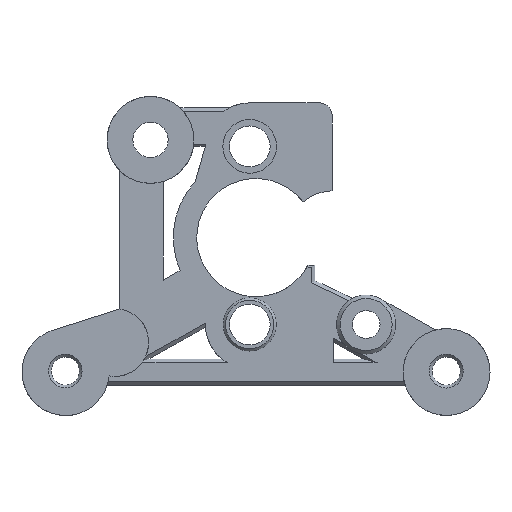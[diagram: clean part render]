
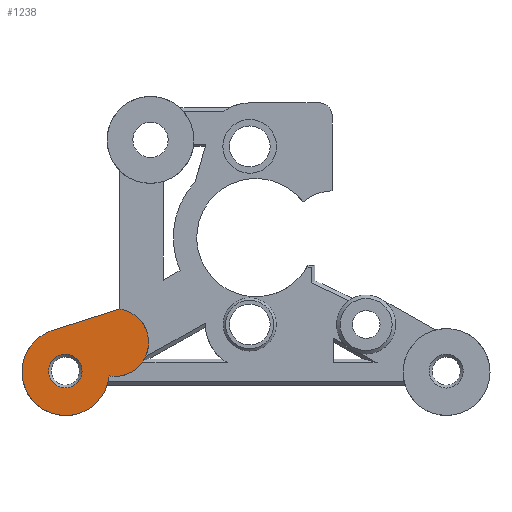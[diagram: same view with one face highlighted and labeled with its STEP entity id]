
A CAD part, front view. The second image highlights one B-rep face of the part: STEP entity #1238.
In plain terms, the highlighted planar face has unit normal (0, -1, 0).
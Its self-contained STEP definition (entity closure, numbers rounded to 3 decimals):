
#550=CARTESIAN_POINT('',(-7.615,-7.658,22.563));
#551=VERTEX_POINT('',#550);
#577=CARTESIAN_POINT('',(-14.996,-7.658,20.207));
#578=VERTEX_POINT('',#577);
#585=CARTESIAN_POINT('',(-14.996,-7.658,20.207));
#586=DIRECTION('',(0.953,0.,0.304));
#587=VECTOR('',#586,7.749);
#588=LINE('',#585,#587);
#589=EDGE_CURVE('',#578,#551,#588,.T.);
#1185=CARTESIAN_POINT('',(8.034,-7.658,29.171));
#1186=DIRECTION('',(0.,-1.,0.));
#1187=DIRECTION('',(1.,0.,0.));
#1188=AXIS2_PLACEMENT_3D('',#1185,#1186,#1187);
#1189=PLANE('',#1188);
#1190=CARTESIAN_POINT('',(-11.959,-7.658,15.425));
#1191=VERTEX_POINT('',#1190);
#1192=CARTESIAN_POINT('',(-13.884,-7.658,13.5));
#1193=VERTEX_POINT('',#1192);
#1194=CARTESIAN_POINT('',(-13.884,-7.658,15.425));
#1195=DIRECTION('',(0.,-1.,0.));
#1196=DIRECTION('',(0.,0.,-1.));
#1197=AXIS2_PLACEMENT_3D('',#1194,#1195,#1196);
#1198=CIRCLE('',#1197,1.925);
#1199=EDGE_CURVE('',#1191,#1193,#1198,.T.);
#1200=ORIENTED_EDGE('',*,*,#1199,.F.);
#1201=CARTESIAN_POINT('',(-13.884,-7.658,15.425));
#1202=DIRECTION('',(0.,-1.,0.));
#1203=DIRECTION('',(0.,0.,-1.));
#1204=AXIS2_PLACEMENT_3D('',#1201,#1202,#1203);
#1205=CIRCLE('',#1204,1.925);
#1206=EDGE_CURVE('',#1193,#1191,#1205,.T.);
#1207=ORIENTED_EDGE('',*,*,#1206,.F.);
#1208=EDGE_LOOP('',(#1200,#1207));
#1209=FACE_BOUND('',#1208,.T.);
#1210=CARTESIAN_POINT('',(-8.853,-7.658,14.854));
#1211=VERTEX_POINT('',#1210);
#1212=CARTESIAN_POINT('',(-13.851,-7.658,15.32));
#1213=DIRECTION('',(-0.,1.,-0.));
#1214=DIRECTION('',(0.,0.,-1.));
#1215=AXIS2_PLACEMENT_3D('',#1212,#1213,#1214);
#1216=CIRCLE('',#1215,5.02);
#1217=EDGE_CURVE('',#1211,#578,#1216,.T.);
#1218=ORIENTED_EDGE('',*,*,#1217,.F.);
#1219=CARTESIAN_POINT('',(-8.202,-7.658,14.799));
#1220=VERTEX_POINT('',#1219);
#1221=CARTESIAN_POINT('',(-8.202,-7.658,18.701));
#1222=DIRECTION('',(0.,-1.,0.));
#1223=DIRECTION('',(0.,0.,-1.));
#1224=AXIS2_PLACEMENT_3D('',#1221,#1222,#1223);
#1225=CIRCLE('',#1224,3.902);
#1226=EDGE_CURVE('',#1211,#1220,#1225,.T.);
#1227=ORIENTED_EDGE('',*,*,#1226,.T.);
#1228=CARTESIAN_POINT('',(-8.202,-7.658,18.701));
#1229=DIRECTION('',(0.,-1.,0.));
#1230=DIRECTION('',(0.,0.,-1.));
#1231=AXIS2_PLACEMENT_3D('',#1228,#1229,#1230);
#1232=CIRCLE('',#1231,3.902);
#1233=EDGE_CURVE('',#1220,#551,#1232,.T.);
#1234=ORIENTED_EDGE('',*,*,#1233,.T.);
#1235=ORIENTED_EDGE('',*,*,#589,.F.);
#1236=EDGE_LOOP('',(#1218,#1227,#1234,#1235));
#1237=FACE_BOUND('',#1236,.T.);
#1238=ADVANCED_FACE('',(#1209,#1237),#1189,.T.);
